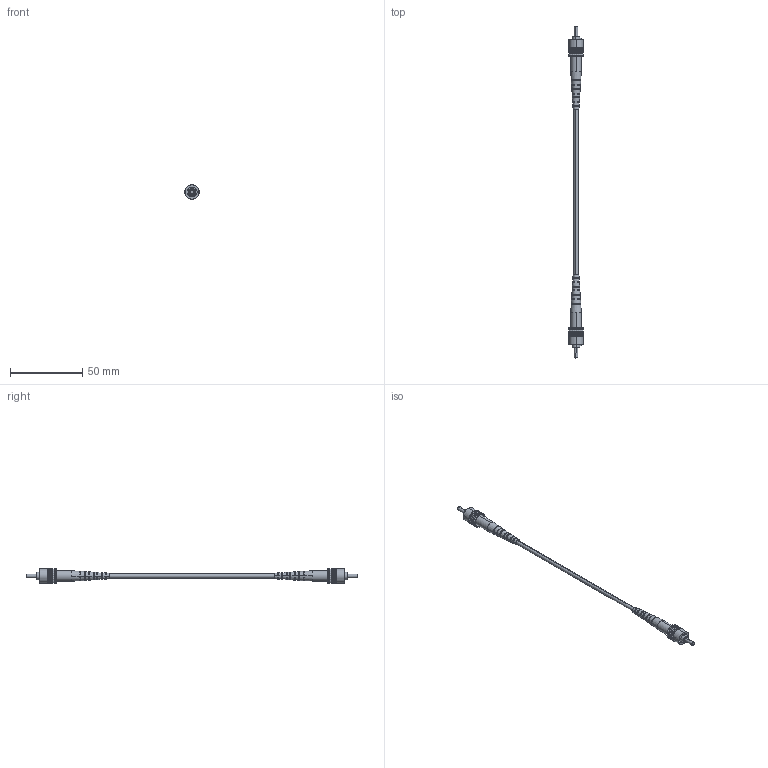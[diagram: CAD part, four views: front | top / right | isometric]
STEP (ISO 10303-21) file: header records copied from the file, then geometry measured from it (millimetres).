
FILE_DESCRIPTION (( 'STEP AP203' ), '1' );
FILE_NAME ('SFOST.STEP', '2006-06-23T20:20:46', ( 'lcom' ), ( 'lcom' ), 'SwSTEP 2.0', 'SolidWorks 2006004', '' );
FILE_SCHEMA (( 'CONFIG_CONTROL_DESIGN' ));
Length unit declared in the file: inch
Products named in the file (6): CONN-95-200-06-BP3B; SFOST; N601-INS-SF-10C; CONN-95-200-06-BP3B-MA3; CONN-95-200-06-BP3B-MA2; CONN-95-200-06-BP3B-MA1
Assembly tree (6 placements, depth 3):
  SFOST
    CONN-95-200-06-BP3B  x2
      CONN-95-200-06-BP3B-MA3
      CONN-95-200-06-BP3B-MA2
      CONN-95-200-06-BP3B-MA1
    N601-INS-SF-10C
Bounding box: 10.3 x 229.62 x 10.3 mm (x, y, z)
Volume: 3880.5 mm3; surface area: 6999.2 mm2
Topology: 7 solids, 7 shells, 368 faces, 1080 edges, 716 vertices
Faces by surface type: plane 304, cylinder 36, cone 24, torus 4
Entity records: 7137 total; most frequent: CARTESIAN_POINT 1441, ORIENTED_EDGE 1086, DIRECTION 1023, EDGE_CURVE 543, VERTEX_POINT 360, LINE 343, VECTOR 343, AXIS2_PLACEMENT_3D 340
